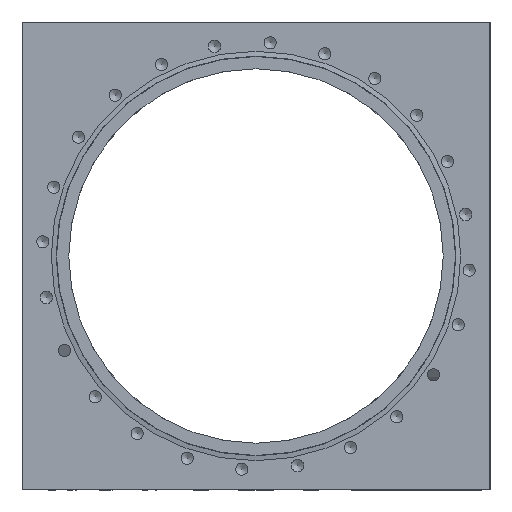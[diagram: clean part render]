
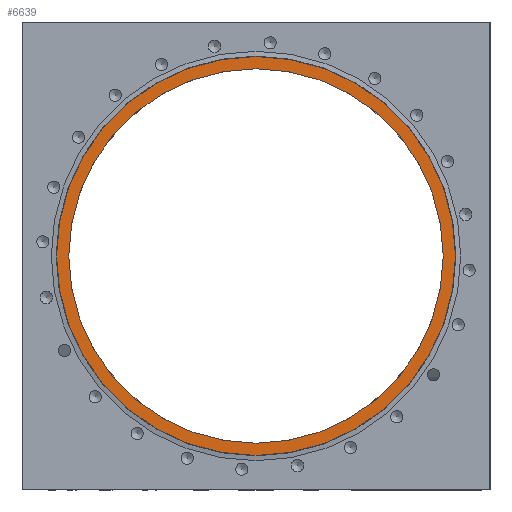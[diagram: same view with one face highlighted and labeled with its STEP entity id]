
A CAD part, left-side view. The second image highlights one B-rep face of the part: STEP entity #6639.
In plain terms, the highlighted planar face has unit normal (-1, 0, 0).
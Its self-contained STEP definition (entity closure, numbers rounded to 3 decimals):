
#495=FACE_BOUND('',#1707,.T.);
#855=CIRCLE('',#7356,108.265);
#856=CIRCLE('',#7357,108.265);
#861=CIRCLE('',#7365,101.6);
#1211=FACE_OUTER_BOUND('',#1706,.T.);
#1706=EDGE_LOOP('',(#5187,#5188));
#1707=EDGE_LOOP('',(#5189));
#3097=VERTEX_POINT('',#11194);
#3098=VERTEX_POINT('',#11195);
#3103=VERTEX_POINT('',#11212);
#3959=EDGE_CURVE('',#3097,#3098,#855,.T.);
#3960=EDGE_CURVE('',#3098,#3097,#856,.T.);
#3968=EDGE_CURVE('',#3103,#3103,#861,.T.);
#5187=ORIENTED_EDGE('',*,*,#3959,.T.);
#5188=ORIENTED_EDGE('',*,*,#3960,.T.);
#5189=ORIENTED_EDGE('',*,*,#3968,.F.);
#6553=PLANE('',#7364);
#6639=ADVANCED_FACE('',(#1211,#495),#6553,.F.);
#7356=AXIS2_PLACEMENT_3D('',#11196,#8882,#8883);
#7357=AXIS2_PLACEMENT_3D('',#11197,#8884,#8885);
#7364=AXIS2_PLACEMENT_3D('',#11211,#8901,#8902);
#7365=AXIS2_PLACEMENT_3D('',#11213,#8903,#8904);
#8882=DIRECTION('center_axis',(-1.,0.,0.));
#8883=DIRECTION('ref_axis',(0.,0.,
1.));
#8884=DIRECTION('center_axis',(-1.,0.,0.));
#8885=DIRECTION('ref_axis',(0.,0.,
1.));
#8901=DIRECTION('center_axis',(1.,0.,0.));
#8902=DIRECTION('ref_axis',(0.,0.,
-1.));
#8903=DIRECTION('center_axis',(-1.,0.,0.));
#8904=DIRECTION('ref_axis',(0.,0.,1.));
#11194=CARTESIAN_POINT('',(-125.83,0.,235.265));
#11195=CARTESIAN_POINT('',(-125.83,0.,18.735));
#11196=CARTESIAN_POINT('Origin',(-125.83,0.,127.));
#11197=CARTESIAN_POINT('Origin',(-125.83,0.,127.));
#11211=CARTESIAN_POINT('Origin',(-125.83,0.,235.265));
#11212=CARTESIAN_POINT('',(-125.83,0.,25.4));
#11213=CARTESIAN_POINT('Origin',(-125.83,0.,127.));
